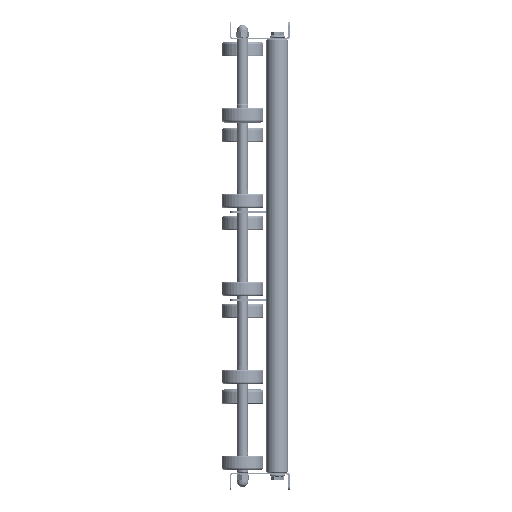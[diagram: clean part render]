
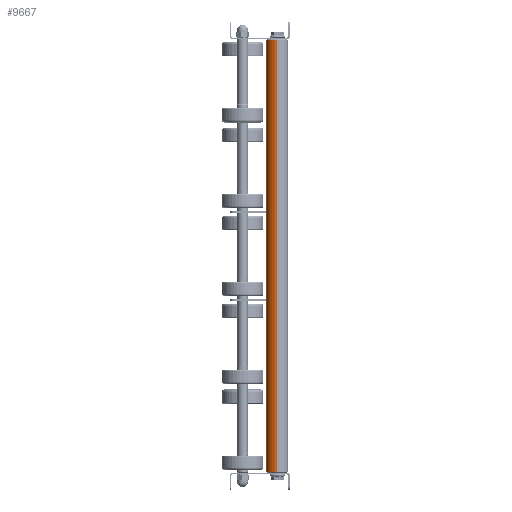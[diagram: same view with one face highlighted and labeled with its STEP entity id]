
A CAD part, left-side view. The second image highlights one B-rep face of the part: STEP entity #9667.
In plain terms, the highlighted cylindrical face has radius 12.5 mm (diameter 25 mm), a partial arc.
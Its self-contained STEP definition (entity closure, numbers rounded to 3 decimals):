
#763 = CARTESIAN_POINT ( 'NONE',  ( 1., 0., 12.5 ) ) ;
#1857 = ORIENTED_EDGE ( 'NONE', *, *, #18491, .F. ) ;
#3046 = DIRECTION ( 'NONE',  ( -1., 0., 0. ) ) ;
#3076 = AXIS2_PLACEMENT_3D ( 'NONE', #12440, #3430, #9020 ) ;
#3430 = DIRECTION ( 'NONE',  ( -1., 0., 0. ) ) ;
#3895 = EDGE_CURVE ( 'NONE', #8694, #13651, #8147, .T. ) ;
#5631 = VERTEX_POINT ( 'NONE', #17964 ) ;
#7681 = VECTOR ( 'NONE', #3046, 1000. ) ;
#8010 = CARTESIAN_POINT ( 'NONE',  ( 1., 0., -12.5 ) ) ;
#8147 = CIRCLE ( 'NONE', #11127, 12.5 ) ;
#8638 = EDGE_CURVE ( 'NONE', #5631, #17421, #22508, .T. ) ;
#8694 = VERTEX_POINT ( 'NONE', #8010 ) ;
#9020 = DIRECTION ( 'NONE',  ( 0., 0., 1. ) ) ;
#9156 = CARTESIAN_POINT ( 'NONE',  ( 499., 0., -12.5 ) ) ;
#9580 = AXIS2_PLACEMENT_3D ( 'NONE', #15261, #22397, #13202 ) ;
#9667 = ADVANCED_FACE ( 'NONE', ( #23194 ), #19866, .T. ) ;
#9687 = ORIENTED_EDGE ( 'NONE', *, *, #8638, .T. ) ;
#10053 = EDGE_CURVE ( 'NONE', #17421, #8694, #19366, .T. ) ;
#10723 = LINE ( 'NONE', #14643, #11287 ) ;
#11127 = AXIS2_PLACEMENT_3D ( 'NONE', #21098, #12253, #15513 ) ;
#11287 = VECTOR ( 'NONE', #21926, 1000. ) ;
#12253 = DIRECTION ( 'NONE',  ( 1., 0., 0. ) ) ;
#12440 = CARTESIAN_POINT ( 'NONE',  ( 500., 0., 0. ) ) ;
#13202 = DIRECTION ( 'NONE',  ( 0., 0., -1. ) ) ;
#13651 = VERTEX_POINT ( 'NONE', #763 ) ;
#14643 = CARTESIAN_POINT ( 'NONE',  ( 500., 0., 12.5 ) ) ;
#15261 = CARTESIAN_POINT ( 'NONE',  ( 499., 0., 0. ) ) ;
#15350 = EDGE_LOOP ( 'NONE', ( #9687, #19933, #21986, #1857 ) ) ;
#15513 = DIRECTION ( 'NONE',  ( 0., 0., -1. ) ) ;
#16154 = CARTESIAN_POINT ( 'NONE',  ( 500., 0., -12.5 ) ) ;
#17421 = VERTEX_POINT ( 'NONE', #9156 ) ;
#17964 = CARTESIAN_POINT ( 'NONE',  ( 499., 0., 12.5 ) ) ;
#18491 = EDGE_CURVE ( 'NONE', #5631, #13651, #10723, .T. ) ;
#19366 = LINE ( 'NONE', #16154, #7681 ) ;
#19866 = CYLINDRICAL_SURFACE ( 'NONE', #3076, 12.5 ) ;
#19933 = ORIENTED_EDGE ( 'NONE', *, *, #10053, .T. ) ;
#21098 = CARTESIAN_POINT ( 'NONE',  ( 1., 0., 0. ) ) ;
#21926 = DIRECTION ( 'NONE',  ( -1., 0., 0. ) ) ;
#21986 = ORIENTED_EDGE ( 'NONE', *, *, #3895, .T. ) ;
#22397 = DIRECTION ( 'NONE',  ( -1., 0., 0. ) ) ;
#22508 = CIRCLE ( 'NONE', #9580, 12.5 ) ;
#23194 = FACE_OUTER_BOUND ( 'NONE', #15350, .T. ) ;
